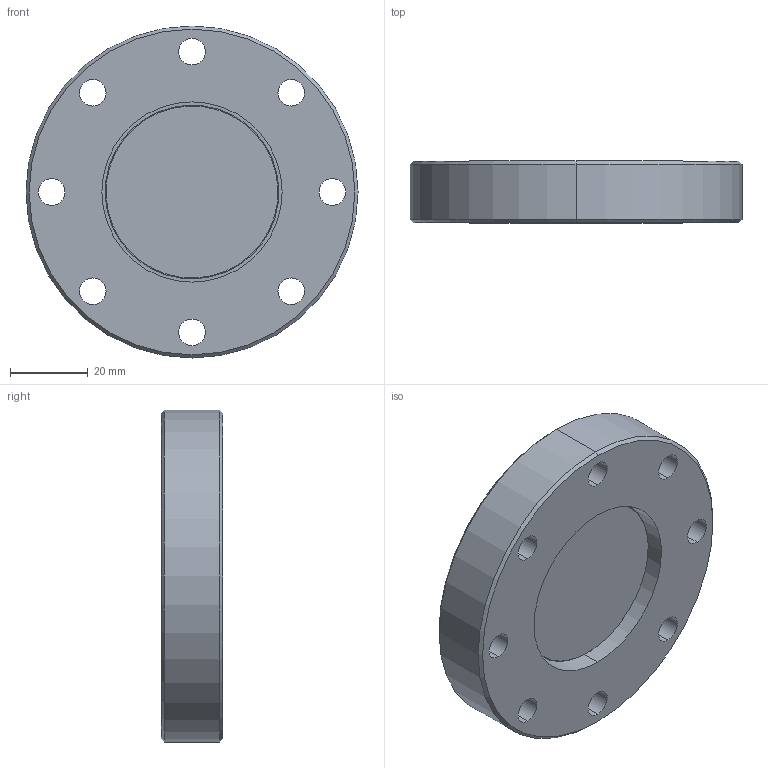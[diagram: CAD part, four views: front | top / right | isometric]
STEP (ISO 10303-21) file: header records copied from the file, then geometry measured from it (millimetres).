
FILE_DESCRIPTION (( 'STEP AP203' ), '1' );
FILE_NAME ('A0651-2-CF.STEP', '2011-10-03T17:09:41', ( '' ), ( '' ), 'SwSTEP 2.0', 'SolidWorks 2011', '' );
FILE_SCHEMA (( 'CONFIG_CONTROL_DESIGN' ));
Length unit declared in the file: inch
Products named in the file (1): A0651-2-CF
Bounding box: 85.6 x 15.88 x 85.6 mm (x, y, z)
Volume: 66304.7 mm3; surface area: 23444.9 mm2
Topology: 1 solids, 1 shells, 66 faces, 146 edges, 92 vertices
Faces by surface type: cylinder 40, plane 12, cone 10, torus 4
Entity records: 1969 total; most frequent: DIRECTION 376, CARTESIAN_POINT 305, ORIENTED_EDGE 292, AXIS2_PLACEMENT_3D 163, EDGE_CURVE 146, CIRCLE 96, VERTEX_POINT 92, EDGE_LOOP 92
